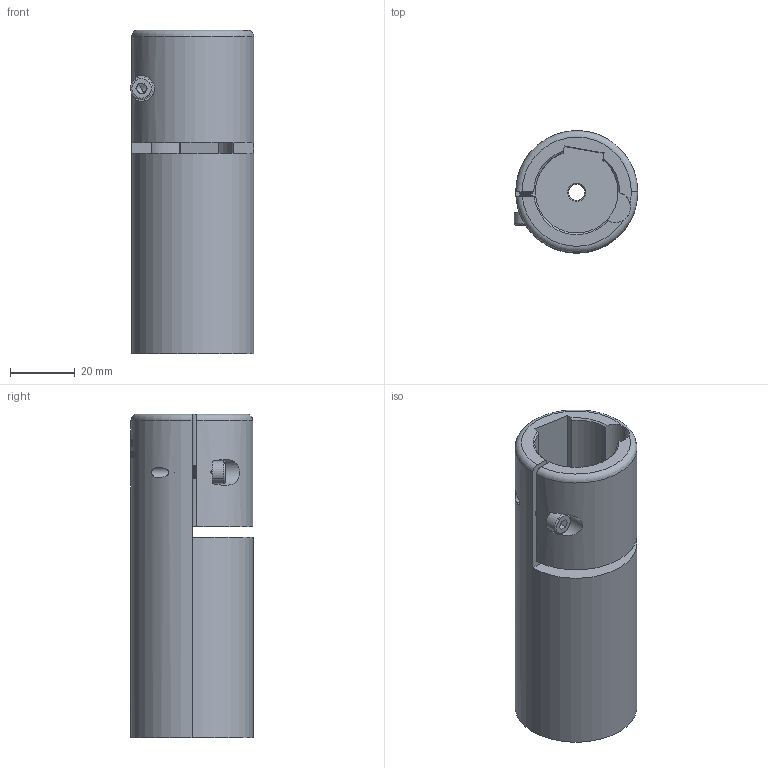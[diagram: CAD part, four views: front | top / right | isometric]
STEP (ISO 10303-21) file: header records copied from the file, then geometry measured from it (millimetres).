
FILE_DESCRIPTION (( 'STEP AP203' ), '1' );
FILE_NAME ('FCRB25-100A.STEP', '2025-07-10T03:17:54', ( '' ), ( '' ), 'SwSTEP 2.0', 'SolidWorks 2020', '' );
FILE_SCHEMA (( 'CONFIG_CONTROL_DESIGN' ));
Length unit declared in the file: millimetre
Products named in the file (1): FCRB25-100A
Bounding box: 38.15 x 37.71 x 100 mm (x, y, z)
Volume: 59539 mm3; surface area: 23292.9 mm2
Topology: 2 solids, 2 shells, 564 faces, 1521 edges, 989 vertices
Faces by surface type: bspline 255, cone 118, cylinder 100, plane 89, torus 2
Entity records: 29612 total; most frequent: CARTESIAN_POINT 17385, ORIENTED_EDGE 3038, DIRECTION 1738, EDGE_CURVE 1519, VERTEX_POINT 989, B_SPLINE_CURVE_WITH_KNOTS 810, AXIS2_PLACEMENT_3D 721, EDGE_LOOP 600
